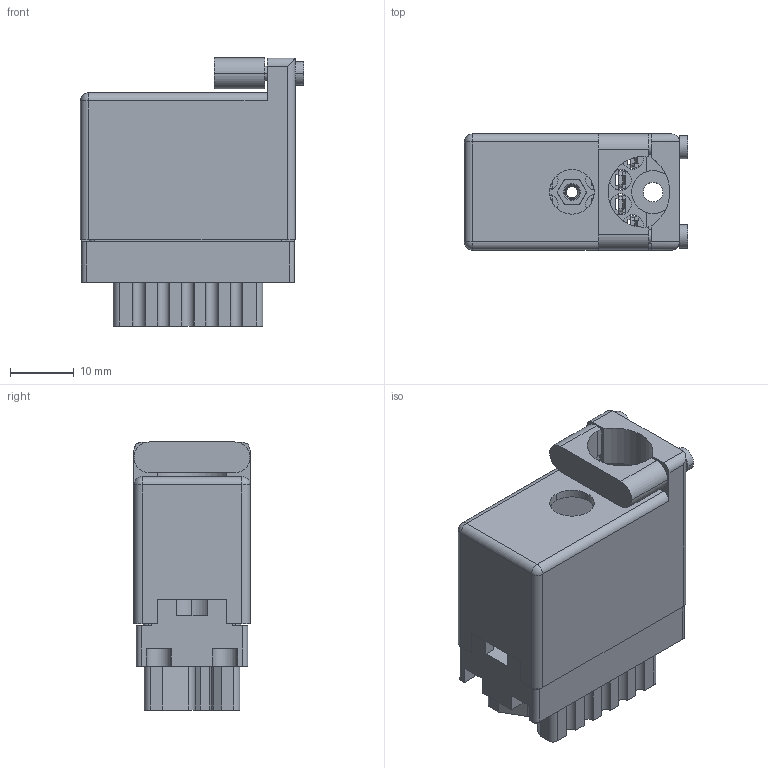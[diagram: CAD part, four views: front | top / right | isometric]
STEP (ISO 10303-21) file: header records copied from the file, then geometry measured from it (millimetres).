
FILE_DESCRIPTION (( 'STEP AP203' ), '1' );
FILE_NAME ('516-020-500-466.STEP', '2020-03-04T18:11:47', ( '' ), ( '' ), 'SwSTEP 2.0', 'SolidWorks 2016', '' );
FILE_SCHEMA (( 'CONFIG_CONTROL_DESIGN' ));
Length unit declared in the file: inch
Products named in the file (5): 516 Part Receptacle_020; 516-020-500-466; 516-252-025-100_516-252-025-100; 516-292-001_500 Contact; 516-230-001_Metal - 020 Top Entry
Assembly tree (23 placements, depth 2):
  516-020-500-466
    516 Part Receptacle_020
    516-292-001_500 Contact  x20
    516-230-001_Metal - 020 Top Entry
    516-252-025-100_516-252-025-100
Bounding box: 34.92 x 18.16 x 41.96 mm (x, y, z)
Volume: 9650.9 mm3; surface area: 18143.2 mm2
Topology: 23 solids, 23 shells, 2250 faces, 6519 edges, 4323 vertices
Faces by surface type: plane 1317, cylinder 797, bspline 123, cone 11, sphere 2
Entity records: 30595 total; most frequent: CARTESIAN_POINT 7757, ORIENTED_EDGE 4674, DIRECTION 4494, EDGE_CURVE 2337, LINE 1634, VECTOR 1634, VERTEX_POINT 1549, AXIS2_PLACEMENT_3D 1430
